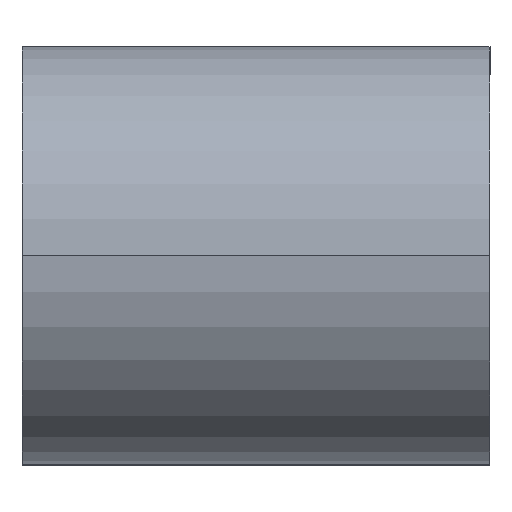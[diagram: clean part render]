
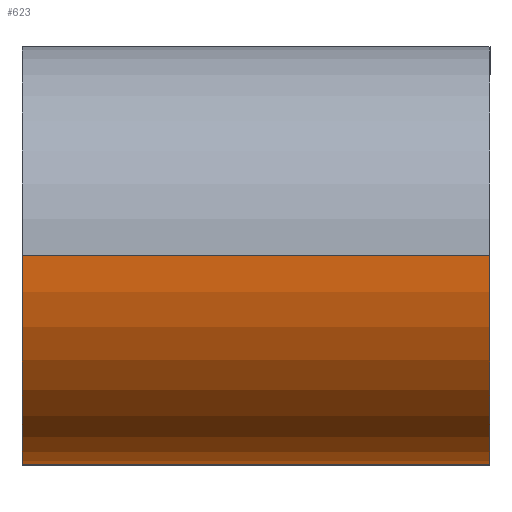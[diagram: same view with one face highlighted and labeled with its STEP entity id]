
A CAD part, top view. The second image highlights one B-rep face of the part: STEP entity #623.
In plain terms, the highlighted cylindrical face has radius 3.175 mm (diameter 6.35 mm), a partial arc.
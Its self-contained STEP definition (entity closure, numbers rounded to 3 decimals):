
#582=CARTESIAN_POINT('',(-3.556,0.,3.429));
#583=DIRECTION('',(1.0,0.,0.));
#584=DIRECTION('',(0.0,0.0,1.0));
#585=AXIS2_PLACEMENT_3D('',#582,#583,#584);
#586=CYLINDRICAL_SURFACE('',#585,3.175);
#587=CARTESIAN_POINT('',(-3.556,0.,6.604));
#588=VERTEX_POINT('',#587);
#589=CARTESIAN_POINT('',(3.556,0.,6.604));
#590=VERTEX_POINT('',#589);
#591=CARTESIAN_POINT('',(-3.556,0.,6.604));
#592=DIRECTION('',(1.0,0.0,0.0));
#593=VECTOR('',#592,7.112);
#594=LINE('',#591,#593);
#595=EDGE_CURVE('',#588,#590,#594,.T.);
#596=ORIENTED_EDGE('',*,*,#595,.F.);
#597=CARTESIAN_POINT('',(-3.556,-3.175,3.429));
#598=VERTEX_POINT('',#597);
#599=CARTESIAN_POINT('',(-3.556,0.,3.429));
#600=DIRECTION('',(-1.0,0.0,0.0));
#601=DIRECTION('',(0.0,0.0,1.0));
#602=AXIS2_PLACEMENT_3D('',#599,#600,#601);
#603=CIRCLE('',#602,3.175);
#604=EDGE_CURVE('',#598,#588,#603,.T.);
#605=ORIENTED_EDGE('',*,*,#604,.F.);
#606=CARTESIAN_POINT('',(3.556,-3.175,3.429));
#607=VERTEX_POINT('',#606);
#608=CARTESIAN_POINT('',(-3.556,-3.175,3.429));
#609=DIRECTION('',(1.0,0.0,0.0));
#610=VECTOR('',#609,7.112);
#611=LINE('',#608,#610);
#612=EDGE_CURVE('',#598,#607,#611,.T.);
#613=ORIENTED_EDGE('',*,*,#612,.T.);
#614=CARTESIAN_POINT('',(3.556,0.0,3.429));
#615=DIRECTION('',(-1.0,0.0,0.0));
#616=DIRECTION('',(0.0,0.0,1.0));
#617=AXIS2_PLACEMENT_3D('',#614,#615,#616);
#618=CIRCLE('',#617,3.175);
#619=EDGE_CURVE('',#607,#590,#618,.T.);
#620=ORIENTED_EDGE('',*,*,#619,.T.);
#621=EDGE_LOOP('',(#596,#605,#613,#620));
#622=FACE_OUTER_BOUND('',#621,.T.);
#623=ADVANCED_FACE('',(#622),#586,.T.);
